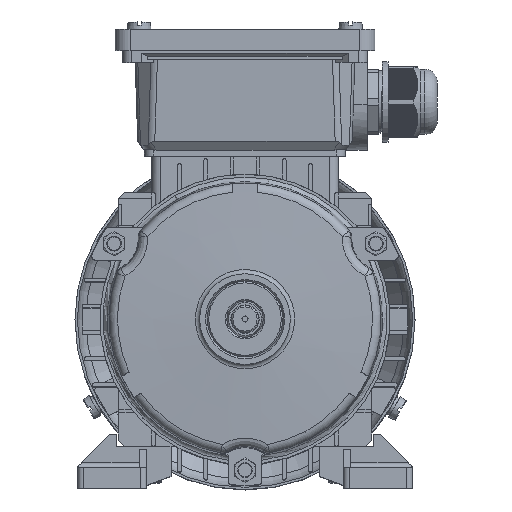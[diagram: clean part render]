
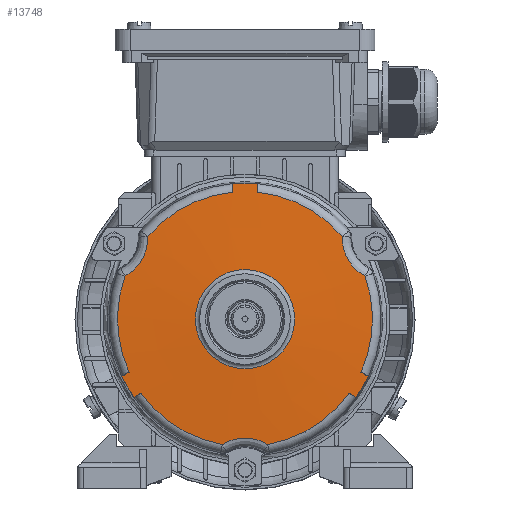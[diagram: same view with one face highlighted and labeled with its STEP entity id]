
A CAD part, top view. The second image highlights one B-rep face of the part: STEP entity #13748.
In plain terms, the highlighted conical face has half-angle 87 degrees and reference radius 15.948 mm.
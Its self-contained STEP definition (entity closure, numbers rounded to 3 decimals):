
#2479=FACE_BOUND('',#19741,.T.);
#2480=FACE_BOUND('',#19742,.T.);
#13567=CONICAL_SURFACE('',#56932,15.948,87.);
#13748=ADVANCED_FACE('',(#2479,#2480),#13567,.T.);
#19741=EDGE_LOOP('',(#26089));
#19742=EDGE_LOOP('',(#26090,#26091,#26092,#26093,#26094,#26095,#26096,#26097,
#26098,#26099,#26100,#26101,#26102,#26103,#26104,#26105,#26106,#26107));
#23439=CIRCLE('',#56914,42.219);
#23442=CIRCLE('',#56918,42.219);
#23445=CIRCLE('',#56922,42.219);
#23447=CIRCLE('',#56925,16.421);
#23448=CIRCLE('',#56926,44.917);
#23449=CIRCLE('',#56927,42.219);
#23450=CIRCLE('',#56928,44.917);
#23451=CIRCLE('',#56929,42.219);
#23452=CIRCLE('',#56930,44.917);
#23453=CIRCLE('',#56931,42.219);
#26089=ORIENTED_EDGE('',*,*,#47695,.T.);
#26090=ORIENTED_EDGE('',*,*,#47685,.T.);
#26091=ORIENTED_EDGE('',*,*,#47696,.F.);
#26092=ORIENTED_EDGE('',*,*,#47697,.T.);
#26093=ORIENTED_EDGE('',*,*,#47698,.T.);
#26094=ORIENTED_EDGE('',*,*,#47699,.T.);
#26095=ORIENTED_EDGE('',*,*,#47700,.T.);
#26096=ORIENTED_EDGE('',*,*,#47693,.T.);
#26097=ORIENTED_EDGE('',*,*,#47701,.F.);
#26098=ORIENTED_EDGE('',*,*,#47702,.F.);
#26099=ORIENTED_EDGE('',*,*,#47703,.T.);
#26100=ORIENTED_EDGE('',*,*,#47704,.T.);
#26101=ORIENTED_EDGE('',*,*,#47705,.T.);
#26102=ORIENTED_EDGE('',*,*,#47689,.T.);
#26103=ORIENTED_EDGE('',*,*,#47706,.F.);
#26104=ORIENTED_EDGE('',*,*,#47707,.F.);
#26105=ORIENTED_EDGE('',*,*,#47708,.T.);
#26106=ORIENTED_EDGE('',*,*,#47709,.T.);
#26107=ORIENTED_EDGE('',*,*,#47710,.T.);
#42121=VERTEX_POINT('',#78474);
#42122=VERTEX_POINT('',#78476);
#42125=VERTEX_POINT('',#78501);
#42126=VERTEX_POINT('',#78503);
#42129=VERTEX_POINT('',#78525);
#42130=VERTEX_POINT('',#78527);
#42131=VERTEX_POINT('',#78531);
#42132=VERTEX_POINT('',#78536);
#42133=VERTEX_POINT('',#78538);
#42134=VERTEX_POINT('',#78543);
#42135=VERTEX_POINT('',#78545);
#42136=VERTEX_POINT('',#78556);
#42137=VERTEX_POINT('',#78558);
#42138=VERTEX_POINT('',#78563);
#42139=VERTEX_POINT('',#78565);
#42140=VERTEX_POINT('',#78576);
#42141=VERTEX_POINT('',#78578);
#42142=VERTEX_POINT('',#78583);
#42143=VERTEX_POINT('',#78585);
#47685=EDGE_CURVE('',#42122,#42121,#23439,.T.);
#47689=EDGE_CURVE('',#42126,#42125,#23442,.T.);
#47693=EDGE_CURVE('',#42130,#42129,#23445,.T.);
#47695=EDGE_CURVE('',#42131,#42131,#23447,.T.);
#47696=EDGE_CURVE('',#42132,#42121,#55697,.T.);
#47697=EDGE_CURVE('',#42132,#42133,#23448,.T.);
#47698=EDGE_CURVE('',#42133,#42134,#55698,.T.);
#47699=EDGE_CURVE('',#42134,#42135,#23449,.T.);
#47700=EDGE_CURVE('',#42135,#42130,#55699,.T.);
#47701=EDGE_CURVE('',#42136,#42129,#55700,.T.);
#47702=EDGE_CURVE('',#42137,#42136,#23450,.T.);
#47703=EDGE_CURVE('',#42137,#42138,#55701,.T.);
#47704=EDGE_CURVE('',#42138,#42139,#23451,.T.);
#47705=EDGE_CURVE('',#42139,#42126,#55702,.T.);
#47706=EDGE_CURVE('',#42140,#42125,#55703,.T.);
#47707=EDGE_CURVE('',#42141,#42140,#23452,.T.);
#47708=EDGE_CURVE('',#42141,#42142,#55704,.T.);
#47709=EDGE_CURVE('',#42142,#42143,#23453,.T.);
#47710=EDGE_CURVE('',#42143,#42122,#55705,.T.);
#55697=B_SPLINE_CURVE_WITH_KNOTS('',3,(#78532,#78533,#78534,#78535),
 .UNSPECIFIED.,.F.,.F.,(4,4),(0.,1.),.UNSPECIFIED.);
#55698=B_SPLINE_CURVE_WITH_KNOTS('',3,(#78539,#78540,#78541,#78542),
 .UNSPECIFIED.,.F.,.F.,(4,4),(0.,1.),.UNSPECIFIED.);
#55699=B_SPLINE_CURVE_WITH_KNOTS('',3,(#78546,#78547,#78548,#78549,#78550,
#78551),.UNSPECIFIED.,.F.,.F.,(4,2,4),(0.,0.5,1.),.UNSPECIFIED.);
#55700=B_SPLINE_CURVE_WITH_KNOTS('',3,(#78552,#78553,#78554,#78555),
 .UNSPECIFIED.,.F.,.F.,(4,4),(0.,1.),.UNSPECIFIED.);
#55701=B_SPLINE_CURVE_WITH_KNOTS('',3,(#78559,#78560,#78561,#78562),
 .UNSPECIFIED.,.F.,.F.,(4,4),(0.,1.),.UNSPECIFIED.);
#55702=B_SPLINE_CURVE_WITH_KNOTS('',3,(#78566,#78567,#78568,#78569,#78570,
#78571),.UNSPECIFIED.,.F.,.F.,(4,2,4),(0.,0.5,1.),.UNSPECIFIED.);
#55703=B_SPLINE_CURVE_WITH_KNOTS('',3,(#78572,#78573,#78574,#78575),
 .UNSPECIFIED.,.F.,.F.,(4,4),(0.,1.),.UNSPECIFIED.);
#55704=B_SPLINE_CURVE_WITH_KNOTS('',3,(#78579,#78580,#78581,#78582),
 .UNSPECIFIED.,.F.,.F.,(4,4),(0.,1.),.UNSPECIFIED.);
#55705=B_SPLINE_CURVE_WITH_KNOTS('',3,(#78586,#78587,#78588,#78589,#78590,
#78591),.UNSPECIFIED.,.F.,.F.,(4,2,4),(0.,0.5,1.),.UNSPECIFIED.);
#56914=AXIS2_PLACEMENT_3D('',#78475,#62611,#62612);
#56918=AXIS2_PLACEMENT_3D('',#78502,#62619,#62620);
#56922=AXIS2_PLACEMENT_3D('',#78526,#62627,#62628);
#56925=AXIS2_PLACEMENT_3D('',#78530,#62633,#62634);
#56926=AXIS2_PLACEMENT_3D('',#78537,#62635,#62636);
#56927=AXIS2_PLACEMENT_3D('',#78544,#62637,#62638);
#56928=AXIS2_PLACEMENT_3D('',#78557,#62639,#62640);
#56929=AXIS2_PLACEMENT_3D('',#78564,#62641,#62642);
#56930=AXIS2_PLACEMENT_3D('',#78577,#62643,#62644);
#56931=AXIS2_PLACEMENT_3D('',#78584,#62645,#62646);
#56932=AXIS2_PLACEMENT_3D('',#78592,#62647,#62648);
#62611=DIRECTION('',(0.,0.,1.));
#62612=DIRECTION('',(1.,0.,0.));
#62619=DIRECTION('',(0.,0.,1.));
#62620=DIRECTION('',(1.,0.,0.));
#62627=DIRECTION('',(0.,0.,1.));
#62628=DIRECTION('',(1.,0.,0.));
#62633=DIRECTION('',(0.,0.,-1.));
#62634=DIRECTION('',(-1.,0.,0.));
#62635=DIRECTION('',(0.,0.,1.));
#62636=DIRECTION('',(0.5,-0.866,0.));
#62637=DIRECTION('',(0.,0.,1.));
#62638=DIRECTION('',(1.,0.,0.));
#62639=DIRECTION('',(0.,0.,-1.));
#62640=DIRECTION('',(0.5,0.866,0.));
#62641=DIRECTION('',(0.,0.,1.));
#62642=DIRECTION('',(1.,0.,0.));
#62643=DIRECTION('',(0.,0.,-1.));
#62644=DIRECTION('',(-1.,0.,0.));
#62645=DIRECTION('',(0.,0.,1.));
#62646=DIRECTION('',(1.,0.,0.));
#62647=DIRECTION('',(0.,0.,-1.));
#62648=DIRECTION('',(1.,0.,0.));
#78474=CARTESIAN_POINT('',(-34.979,-19.047,64.573));
#78475=CARTESIAN_POINT('',(3.419,-1.496,64.573));
#78476=CARTESIAN_POINT('',(-36.334,12.722,64.573));
#78501=CARTESIAN_POINT('',(7.419,40.533,64.573));
#78502=CARTESIAN_POINT('',(3.419,-1.496,64.573));
#78503=CARTESIAN_POINT('',(35.609,25.823,64.573));
#78525=CARTESIAN_POINT('',(37.818,-25.975,64.573));
#78526=CARTESIAN_POINT('',(3.419,-1.496,64.573));
#78527=CARTESIAN_POINT('',(10.983,-43.032,64.573));
#78530=CARTESIAN_POINT('',(3.419,-1.496,65.926));
#78531=CARTESIAN_POINT('',(-13.002,-1.496,65.926));
#78532=CARTESIAN_POINT('',(-37.325,-20.401,64.432));
#78533=CARTESIAN_POINT('',(-36.543,-19.95,64.479));
#78534=CARTESIAN_POINT('',(-35.761,-19.498,64.526));
#78535=CARTESIAN_POINT('',(-34.979,-19.047,64.573));
#78536=CARTESIAN_POINT('',(-37.325,-20.401,64.432));
#78537=CARTESIAN_POINT('',(3.419,-1.496,64.432));
#78538=CARTESIAN_POINT('',(-33.325,-27.329,64.432));
#78539=CARTESIAN_POINT('',(-33.325,-27.329,64.432));
#78540=CARTESIAN_POINT('',(-32.543,-26.878,64.479));
#78541=CARTESIAN_POINT('',(-31.761,-26.426,64.526));
#78542=CARTESIAN_POINT('',(-30.979,-25.975,64.573));
#78543=CARTESIAN_POINT('',(-30.979,-25.975,64.573));
#78544=CARTESIAN_POINT('',(3.419,-1.496,64.573));
#78545=CARTESIAN_POINT('',(-4.145,-43.032,64.573));
#78546=CARTESIAN_POINT('',(-4.145,-43.032,64.573));
#78547=CARTESIAN_POINT('',(-1.87,-41.618,64.668));
#78548=CARTESIAN_POINT('',(0.764,-40.877,64.722));
#78549=CARTESIAN_POINT('',(6.055,-40.873,64.722));
#78550=CARTESIAN_POINT('',(8.709,-41.618,64.668));
#78551=CARTESIAN_POINT('',(10.983,-43.032,64.573));
#78552=CARTESIAN_POINT('',(40.164,-27.329,64.432));
#78553=CARTESIAN_POINT('',(39.382,-26.878,64.479));
#78554=CARTESIAN_POINT('',(38.6,-26.426,64.526));
#78555=CARTESIAN_POINT('',(37.818,-25.975,64.573));
#78556=CARTESIAN_POINT('',(40.164,-27.329,64.432));
#78557=CARTESIAN_POINT('',(3.419,-1.496,64.432));
#78558=CARTESIAN_POINT('',(44.164,-20.401,64.432));
#78559=CARTESIAN_POINT('',(44.164,-20.401,64.432));
#78560=CARTESIAN_POINT('',(43.382,-19.95,64.479));
#78561=CARTESIAN_POINT('',(42.6,-19.498,64.526));
#78562=CARTESIAN_POINT('',(41.818,-19.047,64.573));
#78563=CARTESIAN_POINT('',(41.818,-19.047,64.573));
#78564=CARTESIAN_POINT('',(3.419,-1.496,64.573));
#78565=CARTESIAN_POINT('',(43.173,12.722,64.573));
#78566=CARTESIAN_POINT('',(43.173,12.722,64.573));
#78567=CARTESIAN_POINT('',(40.811,13.984,64.668));
#78568=CARTESIAN_POINT('',(38.852,15.895,64.722));
#78569=CARTESIAN_POINT('',(36.203,20.475,64.722));
#78570=CARTESIAN_POINT('',(35.521,23.146,64.668));
#78571=CARTESIAN_POINT('',(35.609,25.823,64.573));
#78572=CARTESIAN_POINT('',(7.419,43.242,64.432));
#78573=CARTESIAN_POINT('',(7.419,42.339,64.479));
#78574=CARTESIAN_POINT('',(7.419,41.436,64.526));
#78575=CARTESIAN_POINT('',(7.419,40.533,64.573));
#78576=CARTESIAN_POINT('',(7.419,43.242,64.432));
#78577=CARTESIAN_POINT('',(3.419,-1.496,64.432));
#78578=CARTESIAN_POINT('',(-0.581,43.242,64.432));
#78579=CARTESIAN_POINT('',(-0.581,43.242,64.432));
#78580=CARTESIAN_POINT('',(-0.581,42.339,64.479));
#78581=CARTESIAN_POINT('',(-0.581,41.436,64.526));
#78582=CARTESIAN_POINT('',(-0.581,40.533,64.573));
#78583=CARTESIAN_POINT('',(-0.581,40.533,64.573));
#78584=CARTESIAN_POINT('',(3.419,-1.496,64.573));
#78585=CARTESIAN_POINT('',(-28.77,25.823,64.573));
#78586=CARTESIAN_POINT('',(-28.77,25.823,64.573));
#78587=CARTESIAN_POINT('',(-28.682,23.146,64.668));
#78588=CARTESIAN_POINT('',(-29.358,20.494,64.722));
#78589=CARTESIAN_POINT('',(-32.,15.91,64.722));
#78590=CARTESIAN_POINT('',(-33.972,13.984,64.668));
#78591=CARTESIAN_POINT('',(-36.334,12.722,64.573));
#78592=CARTESIAN_POINT('',(3.419,-1.496,65.95));
